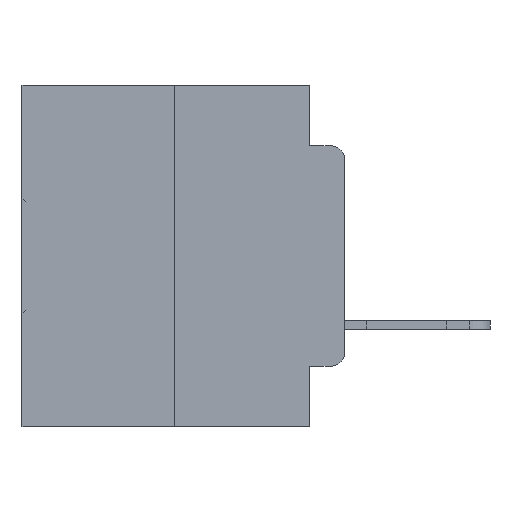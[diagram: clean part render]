
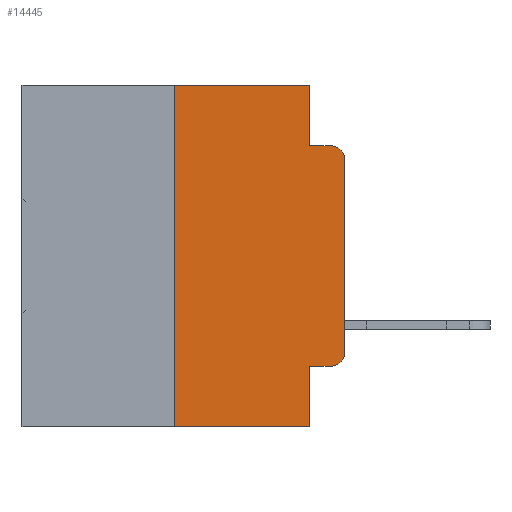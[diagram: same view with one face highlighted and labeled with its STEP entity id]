
A CAD part, left-side view. The second image highlights one B-rep face of the part: STEP entity #14445.
In plain terms, the highlighted planar face has unit normal (-1, 0, 0).
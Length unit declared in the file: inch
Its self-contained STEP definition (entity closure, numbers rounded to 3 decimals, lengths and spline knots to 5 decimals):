
#226 = ORIENTED_EDGE ( 'NONE', *, *, #30918, .T. ) ;
#282 = ORIENTED_EDGE ( 'NONE', *, *, #6026, .T. ) ;
#506 = VERTEX_POINT ( 'NONE', #6644 ) ;
#1139 = DIRECTION ( 'NONE',  ( 0., -1., 0. ) ) ;
#2019 = LINE ( 'NONE', #24588, #17142 ) ;
#2558 = CARTESIAN_POINT ( 'NONE',  ( 0., 0.051, -0.0885 ) ) ;
#2762 = CARTESIAN_POINT ( 'NONE',  ( 0., 0.02, -0.3915 ) ) ;
#2975 = VECTOR ( 'NONE', #5735, 39.37008 ) ;
#3152 = ORIENTED_EDGE ( 'NONE', *, *, #20549, .F. ) ;
#3266 = DIRECTION ( 'NONE',  ( -1., 0., 0. ) ) ;
#4605 = CARTESIAN_POINT ( 'NONE',  ( 0., 0., -0.3915 ) ) ;
#4863 = AXIS2_PLACEMENT_3D ( 'NONE', #27998, #3266, #25414 ) ;
#5440 = ORIENTED_EDGE ( 'NONE', *, *, #22839, .F. ) ;
#5735 = DIRECTION ( 'NONE',  ( 0., 0., -1. ) ) ;
#6026 = EDGE_CURVE ( 'NONE', #14400, #506, #6632, .T. ) ;
#6632 = LINE ( 'NONE', #27622, #19094 ) ;
#6644 = CARTESIAN_POINT ( 'NONE',  ( 0., 0.02, -0.4115 ) ) ;
#6654 = EDGE_CURVE ( 'NONE', #24782, #23287, #14767, .T. ) ;
#7394 = CARTESIAN_POINT ( 'NONE',  ( 0., 0.051, 0. ) ) ;
#8464 = ORIENTED_EDGE ( 'NONE', *, *, #18962, .T. ) ;
#8620 = EDGE_CURVE ( 'NONE', #31498, #26985, #13539, .T. ) ;
#9434 = EDGE_CURVE ( 'NONE', #22758, #19638, #21219, .T. ) ;
#9839 = DIRECTION ( 'NONE',  ( 0., 0., -1. ) ) ;
#10857 = CARTESIAN_POINT ( 'NONE',  ( 0., 0., 0. ) ) ;
#11184 = VECTOR ( 'NONE', #18951, 39.37008 ) ;
#11696 = EDGE_LOOP ( 'NONE', ( #8464, #25775, #16972, #17530, #25744, #5440, #17566, #3152, #282, #226 ) ) ;
#12381 = DIRECTION ( 'NONE',  ( 0., 0., -1. ) ) ;
#13125 = DIRECTION ( 'NONE',  ( 0., -1., 0. ) ) ;
#13331 = AXIS2_PLACEMENT_3D ( 'NONE', #19713, #24680, #9839 ) ;
#13539 = LINE ( 'NONE', #22675, #2975 ) ;
#14252 = DIRECTION ( 'NONE',  ( 0., -1., 0. ) ) ;
#14400 = VERTEX_POINT ( 'NONE', #19608 ) ;
#14445 = ADVANCED_FACE ( 'NONE', ( #27385 ), #22121, .F. ) ;
#14767 = CIRCLE ( 'NONE', #4863, 0.02 ) ;
#16381 = VECTOR ( 'NONE', #24751, 39.37008 ) ;
#16972 = ORIENTED_EDGE ( 'NONE', *, *, #30167, .F. ) ;
#17142 = VECTOR ( 'NONE', #17206, 39.37008 ) ;
#17206 = DIRECTION ( 'NONE',  ( 0., 0., 1. ) ) ;
#17530 = ORIENTED_EDGE ( 'NONE', *, *, #8620, .F. ) ;
#17566 = ORIENTED_EDGE ( 'NONE', *, *, #9434, .T. ) ;
#18355 = DIRECTION ( 'NONE',  ( 0., 0., 1. ) ) ;
#18951 = DIRECTION ( 'NONE',  ( 0., -1., 0. ) ) ;
#18962 = EDGE_CURVE ( 'NONE', #19095, #24782, #27332, .T. ) ;
#19094 = VECTOR ( 'NONE', #13125, 39.37008 ) ;
#19095 = VERTEX_POINT ( 'NONE', #4605 ) ;
#19161 = CARTESIAN_POINT ( 'NONE',  ( 0., 0.02, -0.0885 ) ) ;
#19608 = CARTESIAN_POINT ( 'NONE',  ( 0., 0.051, -0.4115 ) ) ;
#19638 = VERTEX_POINT ( 'NONE', #25606 ) ;
#19713 = CARTESIAN_POINT ( 'NONE',  ( 0., 0.473, 0. ) ) ;
#20549 = EDGE_CURVE ( 'NONE', #14400, #19638, #22229, .T. ) ;
#21219 = LINE ( 'NONE', #25435, #25877 ) ;
#21277 = LINE ( 'NONE', #23815, #11184 ) ;
#21648 = VERTEX_POINT ( 'NONE', #25392 ) ;
#22083 = CARTESIAN_POINT ( 'NONE',  ( 0., 0.051, 0. ) ) ;
#22121 = PLANE ( 'NONE',  #13331 ) ;
#22229 = LINE ( 'NONE', #7394, #16381 ) ;
#22675 = CARTESIAN_POINT ( 'NONE',  ( 0., 0.051, 0. ) ) ;
#22745 = CARTESIAN_POINT ( 'NONE',  ( 0., 0., -0.1085 ) ) ;
#22758 = VERTEX_POINT ( 'NONE', #29444 ) ;
#22789 = AXIS2_PLACEMENT_3D ( 'NONE', #2762, #25023, #12381 ) ;
#22839 = EDGE_CURVE ( 'NONE', #22758, #21648, #2019, .T. ) ;
#23287 = VERTEX_POINT ( 'NONE', #19161 ) ;
#23815 = CARTESIAN_POINT ( 'NONE',  ( 0., 0.473, 0. ) ) ;
#24588 = CARTESIAN_POINT ( 'NONE',  ( 0., 0.25, 0. ) ) ;
#24680 = DIRECTION ( 'NONE',  ( 1., 0., 0. ) ) ;
#24751 = DIRECTION ( 'NONE',  ( 0., 0., -1. ) ) ;
#24782 = VERTEX_POINT ( 'NONE', #22745 ) ;
#25023 = DIRECTION ( 'NONE',  ( -1., 0., 0. ) ) ;
#25392 = CARTESIAN_POINT ( 'NONE',  ( 0., 0.25, 0. ) ) ;
#25414 = DIRECTION ( 'NONE',  ( 0., 0., -1. ) ) ;
#25435 = CARTESIAN_POINT ( 'NONE',  ( 0., 0.473, -0.5 ) ) ;
#25606 = CARTESIAN_POINT ( 'NONE',  ( 0., 0.051, -0.5 ) ) ;
#25744 = ORIENTED_EDGE ( 'NONE', *, *, #31349, .F. ) ;
#25775 = ORIENTED_EDGE ( 'NONE', *, *, #6654, .T. ) ;
#25877 = VECTOR ( 'NONE', #1139, 39.37008 ) ;
#26985 = VERTEX_POINT ( 'NONE', #2558 ) ;
#27332 = LINE ( 'NONE', #10857, #31187 ) ;
#27385 = FACE_OUTER_BOUND ( 'NONE', #11696, .T. ) ;
#27622 = CARTESIAN_POINT ( 'NONE',  ( 0., 0.051, -0.4115 ) ) ;
#27998 = CARTESIAN_POINT ( 'NONE',  ( 0., 0.02, -0.1085 ) ) ;
#28680 = CIRCLE ( 'NONE', #22789, 0.02 ) ;
#29444 = CARTESIAN_POINT ( 'NONE',  ( 0., 0.25, -0.5 ) ) ;
#30167 = EDGE_CURVE ( 'NONE', #26985, #23287, #30247, .T. ) ;
#30247 = LINE ( 'NONE', #31339, #31415 ) ;
#30918 = EDGE_CURVE ( 'NONE', #506, #19095, #28680, .T. ) ;
#31187 = VECTOR ( 'NONE', #18355, 39.37008 ) ;
#31339 = CARTESIAN_POINT ( 'NONE',  ( 0., 0.051, -0.0885 ) ) ;
#31349 = EDGE_CURVE ( 'NONE', #21648, #31498, #21277, .T. ) ;
#31415 = VECTOR ( 'NONE', #14252, 39.37008 ) ;
#31498 = VERTEX_POINT ( 'NONE', #22083 ) ;
